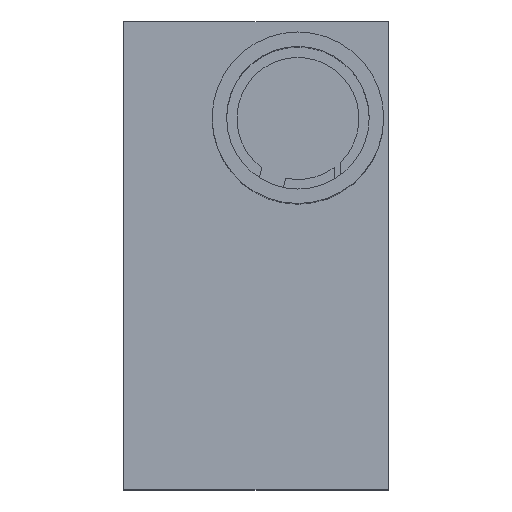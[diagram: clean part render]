
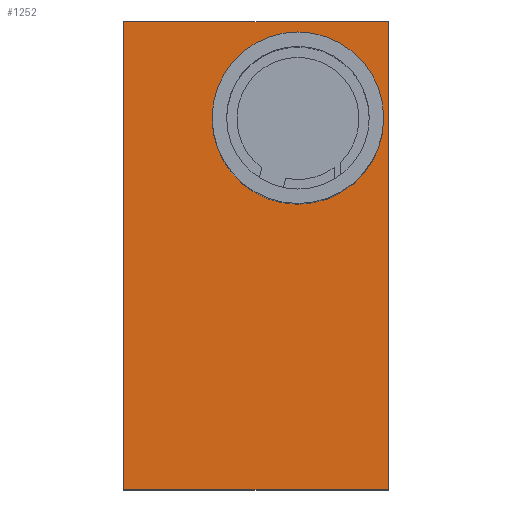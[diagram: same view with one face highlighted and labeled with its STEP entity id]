
A CAD part, top view. The second image highlights one B-rep face of the part: STEP entity #1252.
In plain terms, the highlighted planar face has unit normal (0, 0, 1).
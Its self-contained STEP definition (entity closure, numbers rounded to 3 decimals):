
#50=FACE_BOUND('',#247,.T.);
#107=CIRCLE('',#1381,21.082);
#175=FACE_OUTER_BOUND('',#246,.T.);
#246=EDGE_LOOP('',(#1133,#1134,#1135,#1136));
#247=EDGE_LOOP('',(#1137));
#356=LINE('',#2096,#474);
#366=LINE('',#2119,#484);
#367=LINE('',#2122,#485);
#369=LINE('',#2125,#487);
#474=VECTOR('',#1725,10.);
#484=VECTOR('',#1747,10.);
#485=VECTOR('',#1750,10.);
#487=VECTOR('',#1754,10.);
#592=VERTEX_POINT('',#2084);
#596=VERTEX_POINT('',#2093);
#597=VERTEX_POINT('',#2095);
#604=VERTEX_POINT('',#2117);
#605=VERTEX_POINT('',#2121);
#763=EDGE_CURVE('',#592,#592,#107,.T.);
#768=EDGE_CURVE('',#597,#596,#356,.T.);
#780=EDGE_CURVE('',#596,#604,#366,.T.);
#781=EDGE_CURVE('',#605,#597,#367,.T.);
#783=EDGE_CURVE('',#604,#605,#369,.T.);
#1133=ORIENTED_EDGE('',*,*,#783,.T.);
#1134=ORIENTED_EDGE('',*,*,#781,.T.);
#1135=ORIENTED_EDGE('',*,*,#768,.T.);
#1136=ORIENTED_EDGE('',*,*,#780,.T.);
#1137=ORIENTED_EDGE('',*,*,#763,.T.);
#1189=PLANE('',#1392);
#1252=ADVANCED_FACE('',(#175,#50),#1189,.T.);
#1381=AXIS2_PLACEMENT_3D('',#2085,#1716,#1717);
#1392=AXIS2_PLACEMENT_3D('',#2126,#1755,#1756);
#1716=DIRECTION('center_axis',(0.,0.,-1.));
#1717=DIRECTION('ref_axis',(-1.,0.,0.));
#1725=DIRECTION('',(0.,1.,0.));
#1747=DIRECTION('',(-1.,0.,0.));
#1750=DIRECTION('',(1.,0.,0.));
#1754=DIRECTION('',(0.,-1.,0.));
#1755=DIRECTION('center_axis',(0.,0.,1.));
#1756=DIRECTION('ref_axis',(1.,0.,0.));
#2084=CARTESIAN_POINT('',(63.883,91.299,7.64));
#2085=CARTESIAN_POINT('Origin',(42.801,91.299,7.64));
#2093=CARTESIAN_POINT('',(65.,115.,7.64));
#2095=CARTESIAN_POINT('',(65.,0.,7.64));
#2096=CARTESIAN_POINT('',(65.,115.,7.64));
#2117=CARTESIAN_POINT('',(0.,115.,7.64));
#2119=CARTESIAN_POINT('',(0.,115.,7.64));
#2121=CARTESIAN_POINT('',(0.,0.,7.64));
#2122=CARTESIAN_POINT('',(0.,0.,7.64));
#2125=CARTESIAN_POINT('',(0.,83.,7.64));
#2126=CARTESIAN_POINT('Origin',(32.5,57.5,7.64));
